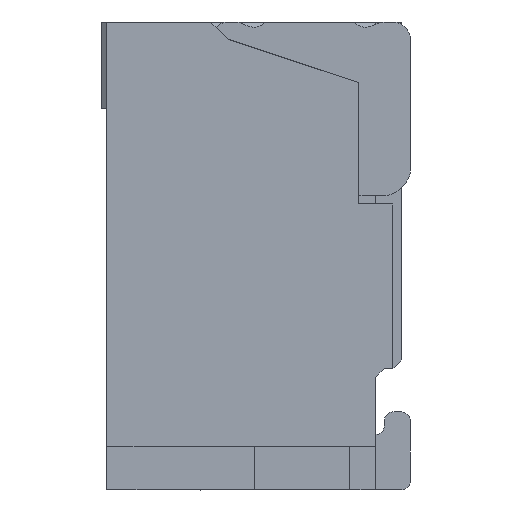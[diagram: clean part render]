
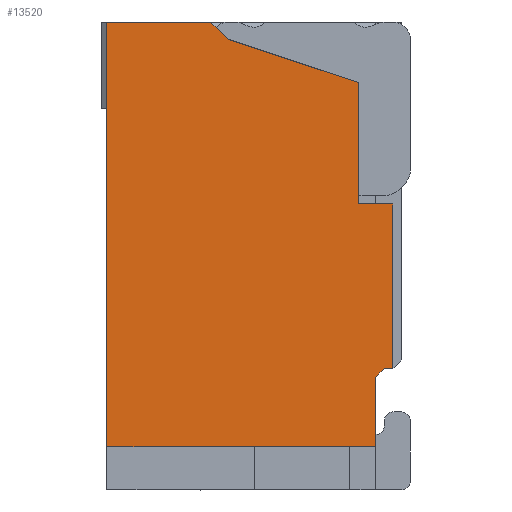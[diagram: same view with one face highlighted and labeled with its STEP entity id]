
A CAD part, left-side view. The second image highlights one B-rep face of the part: STEP entity #13520.
In plain terms, the highlighted planar face has unit normal (-1, 0, 0).
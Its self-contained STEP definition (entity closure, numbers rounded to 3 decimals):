
#11330=CARTESIAN_POINT('',(-17.5,0.05,1.65));
#11340=VERTEX_POINT('',#11330);
#11370=CARTESIAN_POINT('',(-17.5,0.25,1.65));
#11380=DIRECTION('',(0.,-1.,0.));
#11390=VECTOR('',#11380,0.2);
#11400=LINE('',#11370,#11390);
#11410=CARTESIAN_POINT('',(-17.5,0.25,1.65));
#11420=VERTEX_POINT('',#11410);
#11430=EDGE_CURVE('',#11420,#11340,#11400,.T.);
#12660=CARTESIAN_POINT('',(-17.5,0.049,2.701));
#12670=DIRECTION('',(-1.,0.,0.));
#12680=DIRECTION('',(0.,1.,0.));
#12690=AXIS2_PLACEMENT_3D('',#12660,#12670,#12680);
#12700=PLANE('',#12690);
#12710=CARTESIAN_POINT('',(-17.5,1.,2.6));
#12720=DIRECTION('',(0.,0.707,0.707));
#12730=VECTOR('',#12720,0.141);
#12740=LINE('',#12710,#12730);
#12750=CARTESIAN_POINT('',(-17.5,1.,2.6));
#12760=VERTEX_POINT('',#12750);
#12770=CARTESIAN_POINT('',(-17.5,1.1,2.7));
#12780=VERTEX_POINT('',#12770);
#12790=EDGE_CURVE('',#12760,#12780,#12740,.T.);
#12800=ORIENTED_EDGE('',*,*,#12790,.T.);
#12810=CARTESIAN_POINT('',(-17.5,0.25,2.35));
#12820=DIRECTION('',(0.,0.949,0.316));
#12830=VECTOR('',#12820,0.791);
#12840=LINE('',#12810,#12830);
#12850=CARTESIAN_POINT('',(-17.5,0.25,2.35));
#12860=VERTEX_POINT('',#12850);
#12870=EDGE_CURVE('',#12860,#12760,#12840,.T.);
#12880=ORIENTED_EDGE('',*,*,#12870,.T.);
#12890=CARTESIAN_POINT('',(-17.5,0.25,2.35));
#12900=DIRECTION('',(0.,0.,-1.));
#12910=VECTOR('',#12900,0.7);
#12920=LINE('',#12890,#12910);
#12930=EDGE_CURVE('',#12860,#11420,#12920,.T.);
#12940=ORIENTED_EDGE('',*,*,#12930,.F.);
#12950=ORIENTED_EDGE('',*,*,#11430,.F.);
#12960=CARTESIAN_POINT('',(-17.5,0.05,1.65));
#12970=DIRECTION('',(0.,0.,-1.));
#12980=VECTOR('',#12970,0.95);
#12990=LINE('',#12960,#12980);
#13000=CARTESIAN_POINT('',(-17.5,0.05,0.7));
#13010=VERTEX_POINT('',#13000);
#13020=EDGE_CURVE('',#11340,#13010,#12990,.T.);
#13030=ORIENTED_EDGE('',*,*,#13020,.F.);
#13040=CARTESIAN_POINT('',(-17.5,0.05,0.7));
#13050=DIRECTION('',(0.,1.,0.));
#13060=VECTOR('',#13050,0.05);
#13070=LINE('',#13040,#13060);
#13080=CARTESIAN_POINT('',(-17.5,0.1,0.7));
#13090=VERTEX_POINT('',#13080);
#13100=EDGE_CURVE('',#13010,#13090,#13070,.T.);
#13110=ORIENTED_EDGE('',*,*,#13100,.F.);
#13120=CARTESIAN_POINT('',(-17.5,0.15,0.65));
#13130=DIRECTION('',(0.,-0.707,0.707));
#13140=VECTOR('',#13130,0.071);
#13150=LINE('',#13120,#13140);
#13160=CARTESIAN_POINT('',(-17.5,0.15,0.65));
#13170=VERTEX_POINT('',#13160);
#13180=EDGE_CURVE('',#13170,#13090,#13150,.T.);
#13190=ORIENTED_EDGE('',*,*,#13180,.T.);
#13200=CARTESIAN_POINT('',(-17.5,0.15,0.));
#13210=DIRECTION('',(0.,0.,-1.));
#13220=VECTOR('',#13210,1.);
#13230=LINE('',#13200,#13220);
#13240=CARTESIAN_POINT('',(-17.5,0.15,0.25));
#13250=VERTEX_POINT('',#13240);
#13260=EDGE_CURVE('',#13170,#13250,#13230,.T.);
#13270=ORIENTED_EDGE('',*,*,#13260,.F.);
#13280=CARTESIAN_POINT('',(-17.5,0.,0.25));
#13290=DIRECTION('',(0.,-1.,0.));
#13300=VECTOR('',#13290,1.);
#13310=LINE('',#13280,#13300);
#13320=CARTESIAN_POINT('',(-17.5,1.7,0.25));
#13330=VERTEX_POINT('',#13320);
#13340=EDGE_CURVE('',#13330,#13250,#13310,.T.);
#13350=ORIENTED_EDGE('',*,*,#13340,.T.);
#13360=CARTESIAN_POINT('',(-17.5,1.7,0.));
#13370=DIRECTION('',(0.,0.,-1.));
#13380=VECTOR('',#13370,1.);
#13390=LINE('',#13360,#13380);
#13400=CARTESIAN_POINT('',(-17.5,1.7,2.7));
#13410=VERTEX_POINT('',#13400);
#13420=EDGE_CURVE('',#13410,#13330,#13390,.T.);
#13430=ORIENTED_EDGE('',*,*,#13420,.T.);
#13440=CARTESIAN_POINT('',(-17.5,1.7,2.7));
#13450=DIRECTION('',(0.,-1.,0.));
#13460=VECTOR('',#13450,0.6);
#13470=LINE('',#13440,#13460);
#13480=EDGE_CURVE('',#13410,#12780,#13470,.T.);
#13490=ORIENTED_EDGE('',*,*,#13480,.F.);
#13500=EDGE_LOOP('',(#13490,#13430,#13350,#13270,#13190,#13110,#13030,
#12950,#12940,#12880,#12800));
#13510=FACE_OUTER_BOUND('',#13500,.T.);
#13520=ADVANCED_FACE('',(#13510),#12700,.T.);
